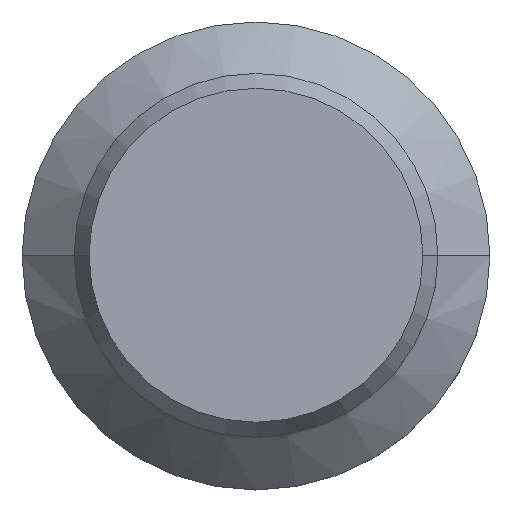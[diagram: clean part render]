
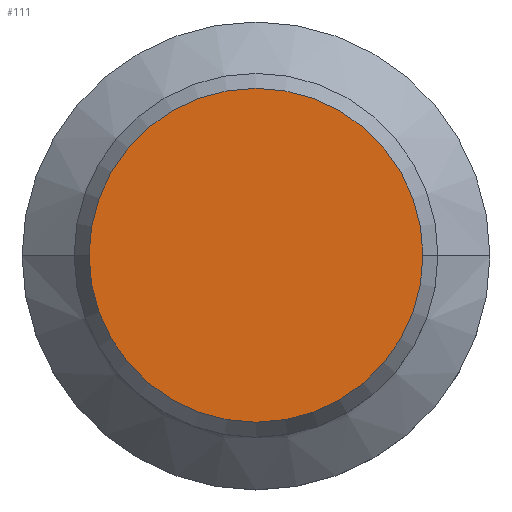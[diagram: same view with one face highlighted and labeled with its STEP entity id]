
A CAD part, top view. The second image highlights one B-rep face of the part: STEP entity #111.
In plain terms, the highlighted planar face has unit normal (0, 0, 1).
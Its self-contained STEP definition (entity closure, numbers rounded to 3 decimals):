
#9 = CARTESIAN_POINT ( 'NONE',  ( 0., 0., 0. ) ) ;
#23 = CARTESIAN_POINT ( 'NONE',  ( 0., 0., 0. ) ) ;
#44 = AXIS2_PLACEMENT_3D ( 'NONE', #23, #180, #696 ) ;
#98 = ORIENTED_EDGE ( 'NONE', *, *, #268, .T. ) ;
#111 = ADVANCED_FACE ( 'NONE', ( #281 ), #544, .F. ) ;
#130 = VERTEX_POINT ( 'NONE', #660 ) ;
#180 = DIRECTION ( 'NONE',  ( 0., 0., 1. ) ) ;
#268 = EDGE_CURVE ( 'NONE', #769, #130, #594, .T. ) ;
#281 = FACE_OUTER_BOUND ( 'NONE', #427, .T. ) ;
#388 = EDGE_CURVE ( 'NONE', #130, #769, #541, .T. ) ;
#402 = DIRECTION ( 'NONE',  ( -1., 0., 0. ) ) ;
#427 = EDGE_LOOP ( 'NONE', ( #98, #514 ) ) ;
#475 = DIRECTION ( 'NONE',  ( 1., 0., 0. ) ) ;
#482 = DIRECTION ( 'NONE',  ( 0., 0., 1. ) ) ;
#514 = ORIENTED_EDGE ( 'NONE', *, *, #388, .T. ) ;
#529 = DIRECTION ( 'NONE',  ( 0., 0., -1. ) ) ;
#537 = AXIS2_PLACEMENT_3D ( 'NONE', #9, #482, #475 ) ;
#541 = CIRCLE ( 'NONE', #44, 12.845 ) ;
#544 = PLANE ( 'NONE',  #806 ) ;
#553 = CARTESIAN_POINT ( 'NONE',  ( 0., 12.845, 0. ) ) ;
#594 = CIRCLE ( 'NONE', #537, 12.845 ) ;
#660 = CARTESIAN_POINT ( 'NONE',  ( 12.845, 0., 0. ) ) ;
#696 = DIRECTION ( 'NONE',  ( 1., 0., 0. ) ) ;
#760 = CARTESIAN_POINT ( 'NONE',  ( -12.845, 0., 0. ) ) ;
#769 = VERTEX_POINT ( 'NONE', #760 ) ;
#806 = AXIS2_PLACEMENT_3D ( 'NONE', #553, #529, #402 ) ;
